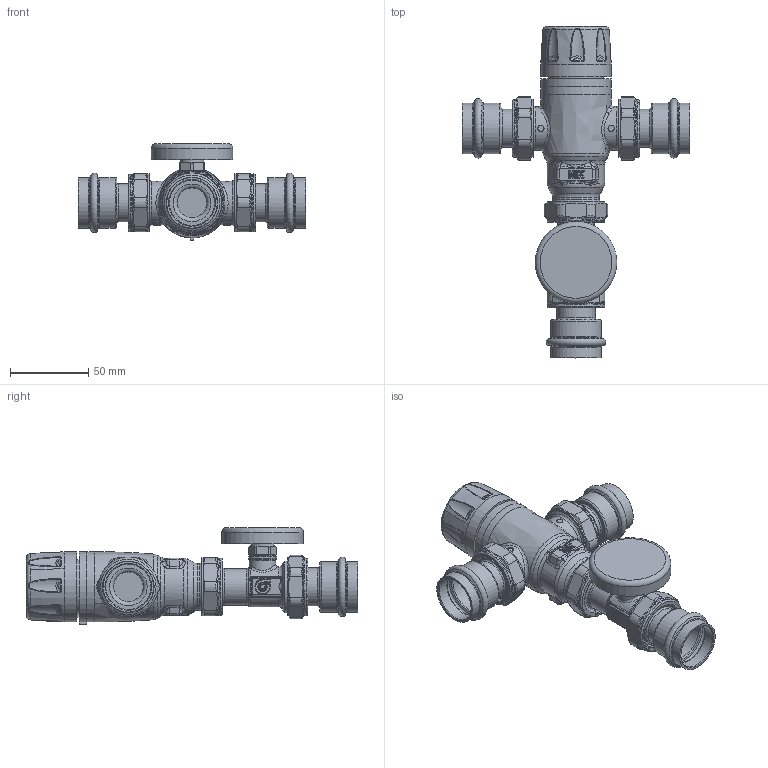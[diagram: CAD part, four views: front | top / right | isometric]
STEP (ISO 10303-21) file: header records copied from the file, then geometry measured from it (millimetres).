
FILE_DESCRIPTION(/* description */ (''),/* implementation_level */ '2;1');
FILE_NAME(/* name */ '521616A_Simplify_1.stp',/* time_stamp */ '2025-07-31T13:07:30-05:00',/* author */ ('ischreiner'),/* organization */ (''),/* preprocessor_version */ 'ST-DEVELOPER v20',/* originating_system */ 'Autodesk Inventor 2025',/* authorisation */ '');
FILE_SCHEMA (('AUTOMOTIVE_DESIGN { 1 0 10303 214 3 1 1 }'));
Products named in the file (1): 521616A_Simplify_1
Bounding box: 145.64 x 212.67 x 61.9 mm (x, y, z)
Volume: 287397.7 mm3; surface area: 75522.5 mm2
Topology: 8 solids, 8 shells, 2043 faces, 4799 edges, 2621 vertices
Faces by surface type: bspline 747, cylinder 588, plane 297, torus 151, cone 142, sphere 118
Full cylindrical faces by diameter (mm): 2 x1, 4 x2, 8 x1, 9 x1, 15.24 x1, 15.875 x1, 17 x1, 18 x1, 19.05 x3, 23.5 x1, 24 x1, 24.384 x3, 27.686 x3, 28 x2, 28.956 x6, 29.591 x3, 29.6 x1, 30 x1, 30.5 x4, 31 x1, 32.385 x6, 33.1 x4, 37 x8, 45 x2, 52.324 x1
Entity records: 108543 total; most frequent: CARTESIAN_POINT 64027, ORIENTED_EDGE 9204, DIRECTION 8339, EDGE_CURVE 4602, AXIS2_PLACEMENT_3D 3550, VERTEX_POINT 2621, EDGE_LOOP 2105, STYLED_ITEM 2051
